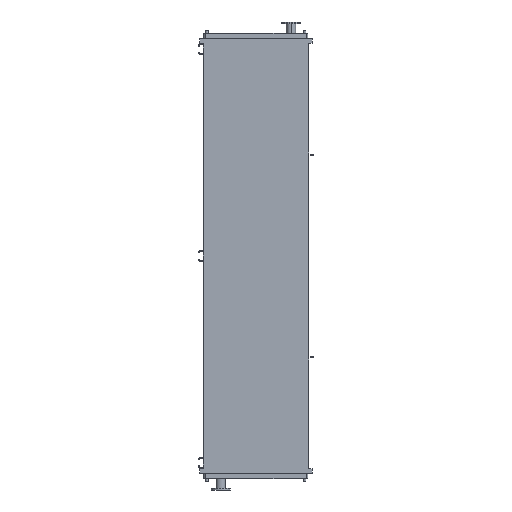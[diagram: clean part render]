
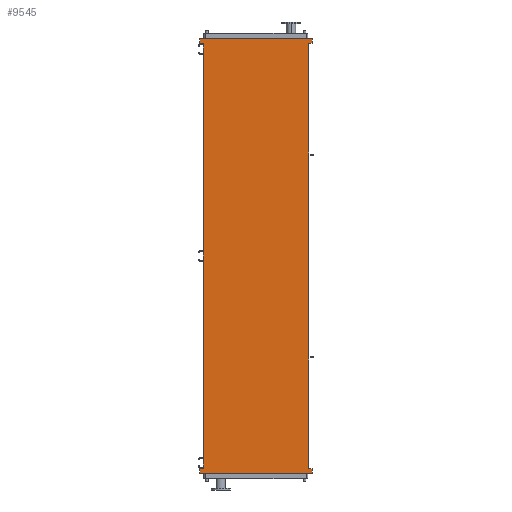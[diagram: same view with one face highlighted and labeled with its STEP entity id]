
A CAD part, front view. The second image highlights one B-rep face of the part: STEP entity #9545.
In plain terms, the highlighted planar face has unit normal (0, -1, 0).
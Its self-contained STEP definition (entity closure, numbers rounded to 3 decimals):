
#183 = ORIENTED_EDGE ( 'NONE', *, *, #13492, .F. ) ;
#421 = VERTEX_POINT ( 'NONE', #9353 ) ;
#879 = CARTESIAN_POINT ( 'NONE',  ( 605., 0., -4893. ) ) ;
#902 = VERTEX_POINT ( 'NONE', #12697 ) ;
#942 = ORIENTED_EDGE ( 'NONE', *, *, #4349, .F. ) ;
#948 = ORIENTED_EDGE ( 'NONE', *, *, #14060, .F. ) ;
#1014 = EDGE_CURVE ( 'NONE', #1523, #14718, #11691, .T. ) ;
#1085 = DIRECTION ( 'NONE',  ( 0., 0., 1. ) ) ;
#1266 = ORIENTED_EDGE ( 'NONE', *, *, #12782, .F. ) ;
#1309 = CARTESIAN_POINT ( 'NONE',  ( 605., 0., -4893. ) ) ;
#1365 = ORIENTED_EDGE ( 'NONE', *, *, #13863, .F. ) ;
#1523 = VERTEX_POINT ( 'NONE', #1309 ) ;
#1558 = LINE ( 'NONE', #3972, #2130 ) ;
#1564 = DIRECTION ( 'NONE',  ( 0., -1., 0. ) ) ;
#2008 = VERTEX_POINT ( 'NONE', #7673 ) ;
#2014 = CARTESIAN_POINT ( 'NONE',  ( 651., 0., 95. ) ) ;
#2130 = VECTOR ( 'NONE', #14565, 1000. ) ;
#2320 = LINE ( 'NONE', #2548, #8299 ) ;
#2548 = CARTESIAN_POINT ( 'NONE',  ( 605., 0., -4850. ) ) ;
#2583 = AXIS2_PLACEMENT_3D ( 'NONE', #9838, #1564, #14490 ) ;
#2627 = CARTESIAN_POINT ( 'NONE',  ( -651., 0., 43. ) ) ;
#2899 = CARTESIAN_POINT ( 'NONE',  ( 651., 0., -4893. ) ) ;
#3152 = DIRECTION ( 'NONE',  ( -1., 0., 0. ) ) ;
#3236 = VECTOR ( 'NONE', #11363, 1000. ) ;
#3279 = EDGE_LOOP ( 'NONE', ( #13004, #14475, #183, #1365, #14208, #14197, #948, #8973, #10448, #942, #1266, #7422 ) ) ;
#3639 = LINE ( 'NONE', #8393, #12135 ) ;
#3654 = LINE ( 'NONE', #8410, #9807 ) ;
#3972 = CARTESIAN_POINT ( 'NONE',  ( -651., 0., -4945. ) ) ;
#4312 = LINE ( 'NONE', #8852, #5138 ) ;
#4349 = EDGE_CURVE ( 'NONE', #9076, #11859, #4312, .T. ) ;
#4613 = VECTOR ( 'NONE', #15189, 1000. ) ;
#4678 = VERTEX_POINT ( 'NONE', #10291 ) ;
#4887 = DIRECTION ( 'NONE',  ( 0., 0., 1. ) ) ;
#5079 = PLANE ( 'NONE',  #2583 ) ;
#5095 = VECTOR ( 'NONE', #5625, 1000. ) ;
#5138 = VECTOR ( 'NONE', #3152, 1000. ) ;
#5366 = CARTESIAN_POINT ( 'NONE',  ( 651., 0., -4893. ) ) ;
#5510 = FACE_OUTER_BOUND ( 'NONE', #3279, .T. ) ;
#5625 = DIRECTION ( 'NONE',  ( 1., 0., 0. ) ) ;
#5703 = LINE ( 'NONE', #10457, #4613 ) ;
#6154 = VERTEX_POINT ( 'NONE', #2014 ) ;
#6173 = VECTOR ( 'NONE', #10587, 1000. ) ;
#6256 = VERTEX_POINT ( 'NONE', #8169 ) ;
#6340 = LINE ( 'NONE', #12472, #7451 ) ;
#6362 = EDGE_CURVE ( 'NONE', #1523, #902, #2320, .T. ) ;
#6638 = DIRECTION ( 'NONE',  ( -1., 0., 0. ) ) ;
#6810 = CARTESIAN_POINT ( 'NONE',  ( -651., 0., -4893. ) ) ;
#6976 = CARTESIAN_POINT ( 'NONE',  ( -605., 0., 43. ) ) ;
#7422 = ORIENTED_EDGE ( 'NONE', *, *, #1014, .F. ) ;
#7432 = DIRECTION ( 'NONE',  ( -1., 0., 0. ) ) ;
#7451 = VECTOR ( 'NONE', #6638, 1000. ) ;
#7489 = VERTEX_POINT ( 'NONE', #6976 ) ;
#7673 = CARTESIAN_POINT ( 'NONE',  ( -651., 0., 95. ) ) ;
#8037 = DIRECTION ( 'NONE',  ( 0., 0., -1. ) ) ;
#8169 = CARTESIAN_POINT ( 'NONE',  ( -605., 0., -4893. ) ) ;
#8202 = VERTEX_POINT ( 'NONE', #2627 ) ;
#8299 = VECTOR ( 'NONE', #1085, 1000. ) ;
#8393 = CARTESIAN_POINT ( 'NONE',  ( -605., 0., -4850. ) ) ;
#8410 = CARTESIAN_POINT ( 'NONE',  ( 651., 0., 43. ) ) ;
#8463 = CARTESIAN_POINT ( 'NONE',  ( -651., 0., 43. ) ) ;
#8852 = CARTESIAN_POINT ( 'NONE',  ( 651., 0., -4945. ) ) ;
#8973 = ORIENTED_EDGE ( 'NONE', *, *, #13015, .F. ) ;
#9076 = VERTEX_POINT ( 'NONE', #11713 ) ;
#9353 = CARTESIAN_POINT ( 'NONE',  ( -651., 0., -4893. ) ) ;
#9508 = VECTOR ( 'NONE', #12715, 1000. ) ;
#9545 = ADVANCED_FACE ( 'NONE', ( #5510 ), #5079, .T. ) ;
#9566 = LINE ( 'NONE', #8463, #14062 ) ;
#9807 = VECTOR ( 'NONE', #8037, 1000. ) ;
#9838 = CARTESIAN_POINT ( 'NONE',  ( -605., 0., -4850. ) ) ;
#10291 = CARTESIAN_POINT ( 'NONE',  ( 651., 0., 43. ) ) ;
#10448 = ORIENTED_EDGE ( 'NONE', *, *, #11374, .F. ) ;
#10457 = CARTESIAN_POINT ( 'NONE',  ( -651., 0., 95. ) ) ;
#10587 = DIRECTION ( 'NONE',  ( 1., 0., 0. ) ) ;
#11136 = EDGE_CURVE ( 'NONE', #7489, #8202, #9566, .T. ) ;
#11292 = CARTESIAN_POINT ( 'NONE',  ( 651., 0., 95. ) ) ;
#11322 = EDGE_CURVE ( 'NONE', #8202, #2008, #5703, .T. ) ;
#11363 = DIRECTION ( 'NONE',  ( 0., 0., -1. ) ) ;
#11374 = EDGE_CURVE ( 'NONE', #11859, #421, #1558, .T. ) ;
#11504 = LINE ( 'NONE', #5366, #3236 ) ;
#11691 = LINE ( 'NONE', #879, #5095 ) ;
#11713 = CARTESIAN_POINT ( 'NONE',  ( 651., 0., -4945. ) ) ;
#11859 = VERTEX_POINT ( 'NONE', #13822 ) ;
#12135 = VECTOR ( 'NONE', #4887, 1000. ) ;
#12258 = EDGE_CURVE ( 'NONE', #4678, #902, #6340, .T. ) ;
#12472 = CARTESIAN_POINT ( 'NONE',  ( 605., 0., 43. ) ) ;
#12697 = CARTESIAN_POINT ( 'NONE',  ( 605., 0., 43. ) ) ;
#12715 = DIRECTION ( 'NONE',  ( 1., 0., 0. ) ) ;
#12782 = EDGE_CURVE ( 'NONE', #14718, #9076, #11504, .T. ) ;
#12955 = LINE ( 'NONE', #6810, #9508 ) ;
#13004 = ORIENTED_EDGE ( 'NONE', *, *, #6362, .T. ) ;
#13015 = EDGE_CURVE ( 'NONE', #421, #6256, #12955, .T. ) ;
#13492 = EDGE_CURVE ( 'NONE', #6154, #4678, #3654, .T. ) ;
#13822 = CARTESIAN_POINT ( 'NONE',  ( -651., 0., -4945. ) ) ;
#13863 = EDGE_CURVE ( 'NONE', #2008, #6154, #14779, .T. ) ;
#14060 = EDGE_CURVE ( 'NONE', #6256, #7489, #3639, .T. ) ;
#14062 = VECTOR ( 'NONE', #7432, 1000. ) ;
#14197 = ORIENTED_EDGE ( 'NONE', *, *, #11136, .F. ) ;
#14208 = ORIENTED_EDGE ( 'NONE', *, *, #11322, .F. ) ;
#14475 = ORIENTED_EDGE ( 'NONE', *, *, #12258, .F. ) ;
#14490 = DIRECTION ( 'NONE',  ( 0., 0., -1. ) ) ;
#14565 = DIRECTION ( 'NONE',  ( 0., 0., 1. ) ) ;
#14718 = VERTEX_POINT ( 'NONE', #2899 ) ;
#14779 = LINE ( 'NONE', #11292, #6173 ) ;
#15189 = DIRECTION ( 'NONE',  ( 0., 0., 1. ) ) ;
